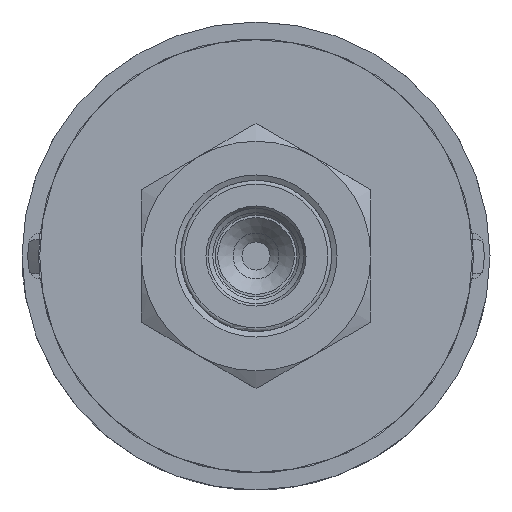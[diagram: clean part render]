
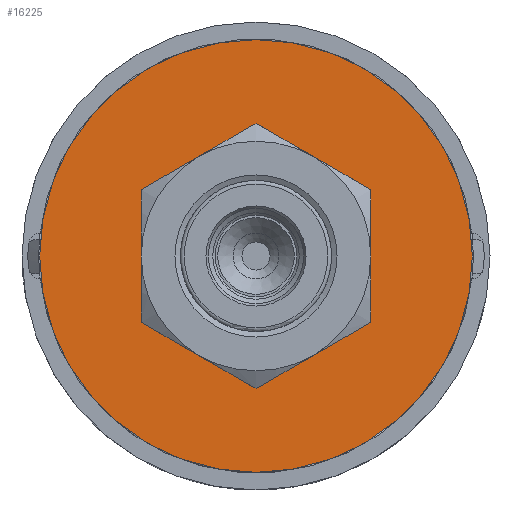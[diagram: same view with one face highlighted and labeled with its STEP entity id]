
A CAD part, front view. The second image highlights one B-rep face of the part: STEP entity #16225.
In plain terms, the highlighted planar face has unit normal (0, -1, 0).
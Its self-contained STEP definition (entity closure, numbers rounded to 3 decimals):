
#358=FACE_BOUND('',#2652,.T.);
#766=PLANE('',#17560);
#1642=FACE_OUTER_BOUND('',#2651,.T.);
#2651=EDGE_LOOP('',(#14326));
#2652=EDGE_LOOP('',(#14327));
#6304=CIRCLE('',#17539,25.425);
#6314=CIRCLE('',#17558,6.4);
#7800=VERTEX_POINT('',#31237);
#7809=VERTEX_POINT('',#31270);
#10019=EDGE_CURVE('',#7800,#7800,#6304,.T.);
#10033=EDGE_CURVE('',#7809,#7809,#6314,.T.);
#14326=ORIENTED_EDGE('',*,*,#10019,.F.);
#14327=ORIENTED_EDGE('',*,*,#10033,.T.);
#16225=ADVANCED_FACE('',(#1642,#358),#766,.T.);
#17539=AXIS2_PLACEMENT_3D('',#31239,#21212,#21213);
#17558=AXIS2_PLACEMENT_3D('',#31271,#21254,#21255);
#17560=AXIS2_PLACEMENT_3D('',#31275,#21259,#21260);
#21212=DIRECTION('center_axis',(0.,1.,0.));
#21213=DIRECTION('ref_axis',(0.,0.,-1.));
#21254=DIRECTION('center_axis',(0.,1.,0.));
#21255=DIRECTION('ref_axis',(0.,0.,-1.));
#21259=DIRECTION('center_axis',(0.,-1.,0.));
#21260=DIRECTION('ref_axis',(1.,0.,0.));
#31237=CARTESIAN_POINT('',(36.555,86.568,-1.403));
#31239=CARTESIAN_POINT('Origin',(36.555,86.568,-26.828));
#31270=CARTESIAN_POINT('',(36.555,86.568,-20.428));
#31271=CARTESIAN_POINT('Origin',(36.555,86.568,-26.828));
#31275=CARTESIAN_POINT('Origin',(36.555,86.568,-42.74));
